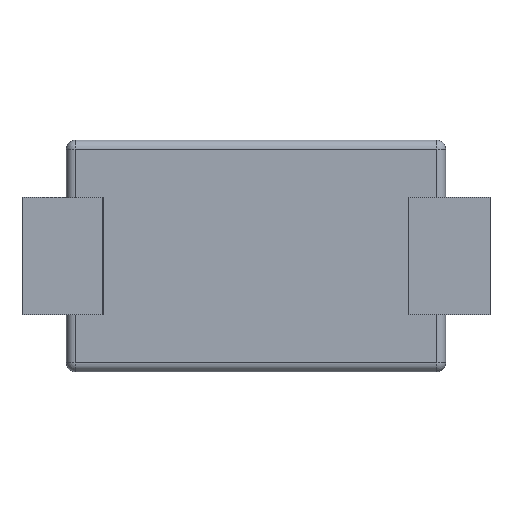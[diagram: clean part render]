
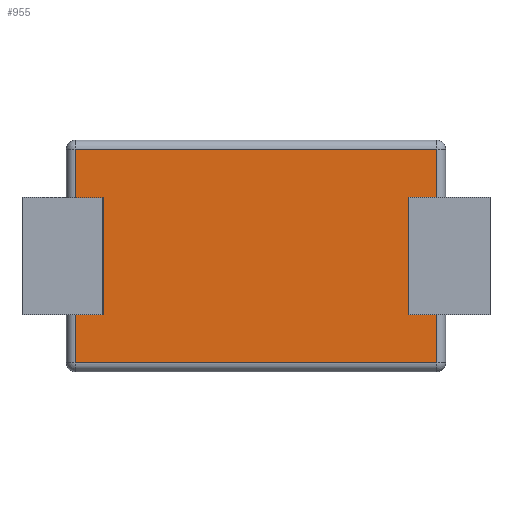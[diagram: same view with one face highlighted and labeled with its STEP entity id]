
A CAD part, front view. The second image highlights one B-rep face of the part: STEP entity #955.
In plain terms, the highlighted planar face has unit normal (0, -1, 0).
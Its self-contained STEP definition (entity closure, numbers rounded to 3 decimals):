
#129=FACE_OUTER_BOUND('',#186,.T.);
#186=EDGE_LOOP('',(#846,#847,#848,#849));
#272=LINE('',#1554,#377);
#276=LINE('',#1581,#381);
#292=LINE('',#1626,#397);
#294=LINE('',#1629,#399);
#377=VECTOR('',#1258,10.);
#381=VECTOR('',#1290,10.);
#397=VECTOR('',#1346,10.);
#399=VECTOR('',#1350,10.);
#457=VERTEX_POINT('',#1543);
#458=VERTEX_POINT('',#1547);
#461=VERTEX_POINT('',#1557);
#467=VERTEX_POINT('',#1574);
#566=EDGE_CURVE('',#458,#457,#272,.T.);
#579=EDGE_CURVE('',#467,#458,#276,.T.);
#604=EDGE_CURVE('',#461,#467,#292,.T.);
#606=EDGE_CURVE('',#457,#461,#294,.T.);
#846=ORIENTED_EDGE('',*,*,#566,.F.);
#847=ORIENTED_EDGE('',*,*,#579,.F.);
#848=ORIENTED_EDGE('',*,*,#604,.F.);
#849=ORIENTED_EDGE('',*,*,#606,.F.);
#898=PLANE('',#1083);
#955=ADVANCED_FACE('',(#129),#898,.F.);
#1083=AXIS2_PLACEMENT_3D('',#1632,#1354,#1355);
#1258=DIRECTION('',(-1.,0.,0.));
#1290=DIRECTION('',(0.,0.,-1.));
#1346=DIRECTION('',(1.,0.,0.));
#1350=DIRECTION('',(0.,0.,1.));
#1354=DIRECTION('center_axis',(0.,1.,0.));
#1355=DIRECTION('ref_axis',(0.,0.,1.));
#1543=CARTESIAN_POINT('',(-2.007,0.,-1.187));
#1547=CARTESIAN_POINT('',(2.007,0.,-1.187));
#1554=CARTESIAN_POINT('',(-1.06,0.,-1.187));
#1557=CARTESIAN_POINT('',(-2.007,0.,1.187));
#1574=CARTESIAN_POINT('',(2.007,0.,1.187));
#1581=CARTESIAN_POINT('',(2.007,0.,-0.65));
#1626=CARTESIAN_POINT('',(1.06,0.,1.187));
#1629=CARTESIAN_POINT('',(-2.007,0.,0.65));
#1632=CARTESIAN_POINT('Origin',(0.,0.,0.));
